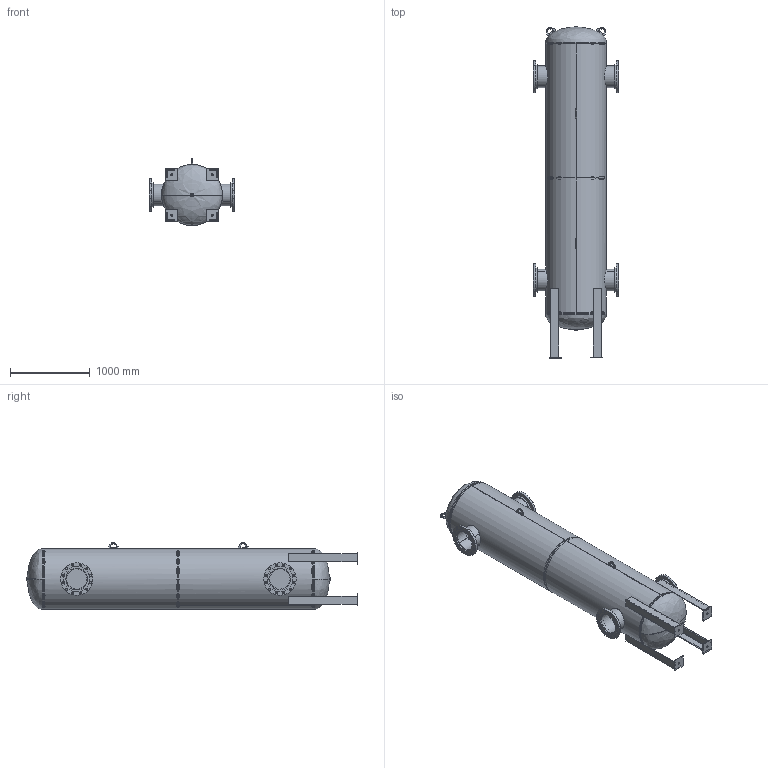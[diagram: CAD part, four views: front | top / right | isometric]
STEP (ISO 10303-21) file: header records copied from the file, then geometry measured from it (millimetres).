
FILE_DESCRIPTION (( 'STEP AP203' ), '1' );
FILE_NAME ('PSA-10.STEP', '2021-03-11T17:34:12', ( '' ), ( '' ), 'SwSTEP 2.0', 'SolidWorks 2021', '' );
FILE_SCHEMA (( 'CONFIG_CONTROL_DESIGN' ));
Length unit declared in the file: inch
Products named in the file (15): 99T1907; 9461110; 9400542; 9200190; 99B0542; 9100321_34; 9301130_6.75; BACKING RINGS, .250 X 1.5 SA-36_29.670; 99B0538; 99J0283; PSA-10; 9500030; 99K0010; 9500050
Assembly tree (37 placements, depth 2):
  PSA-10
    99B0542
    99B0538
    9200190
    9200190
    9500030
    9500050
    9461110  x4
    9301130_6.75  x4
    9400542  x4
    BACKING RINGS, .250 X 1.5 SA-36_29.670
    99K0010  x8
    99J0283  x2
    99T1907  x4
    9100321_34  x4
Bounding box: 1066.8 x 4159.25 x 838.58 mm (x, y, z)
Volume: 65952550.4 mm3; surface area: 24174046 mm2
Topology: 37 solids, 37 shells, 666 faces, 1544 edges, 960 vertices
Faces by surface type: cylinder 330, plane 208, torus 96, bspline 16, cone 16
Full cylindrical faces by diameter (mm): 740.918 x1, 753.618 x1
Entity records: 15894 total; most frequent: CARTESIAN_POINT 7710, DIRECTION 1385, ORIENTED_EDGE 1138, AXIS2_PLACEMENT_3D 575, EDGE_CURVE 569, VERTEX_POINT 350, CIRCLE 302, EDGE_LOOP 299
